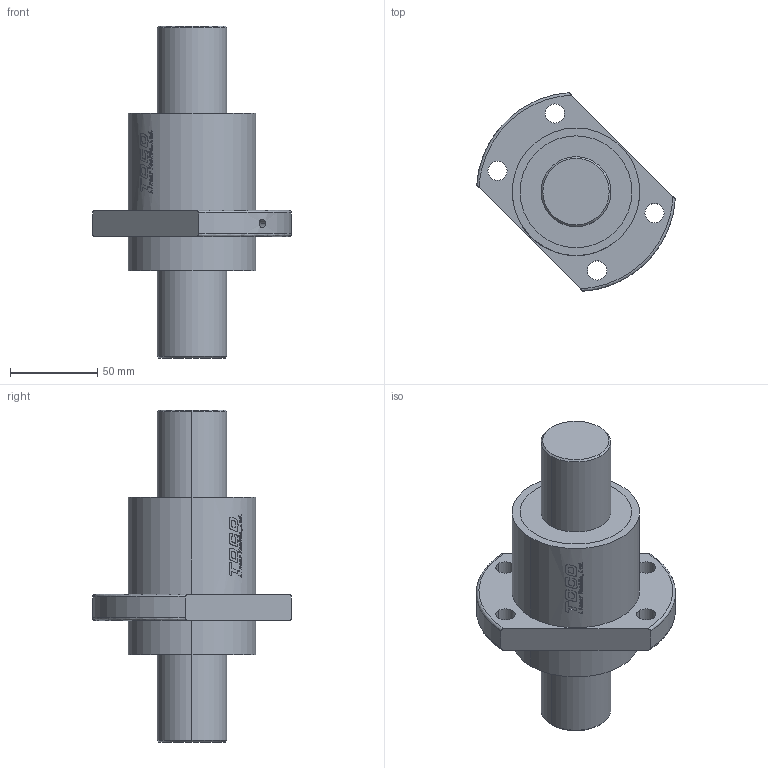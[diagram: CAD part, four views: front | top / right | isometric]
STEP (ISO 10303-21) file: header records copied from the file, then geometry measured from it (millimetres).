
FILE_DESCRIPTION (( 'STEP AP214' ), '1' );
FILE_NAME ('SFY4080-1.6.STEP', '2019-04-24T06:25:09', ( '' ), ( '' ), 'SwSTEP 2.0', 'SolidWorks 2015', '' );
FILE_SCHEMA (( 'AUTOMOTIVE_DESIGN' ));
Length unit declared in the file: millimetre
Products named in the file (1): SFY4080-1.6
Bounding box: 113.74 x 113.74 x 190 mm (x, y, z)
Volume: 551560.4 mm3; surface area: 90020.3 mm2
Topology: 4 solids, 4 shells, 615 faces, 1687 edges, 1124 vertices
Faces by surface type: bspline 429, plane 101, cylinder 81, cone 4
Entity records: 28809 total; most frequent: CARTESIAN_POINT 16972, ORIENTED_EDGE 3374, EDGE_CURVE 1687, B_SPLINE_CURVE_WITH_KNOTS 1368, VERTEX_POINT 1124, DIRECTION 812, EDGE_LOOP 673, ADVANCED_FACE 615
